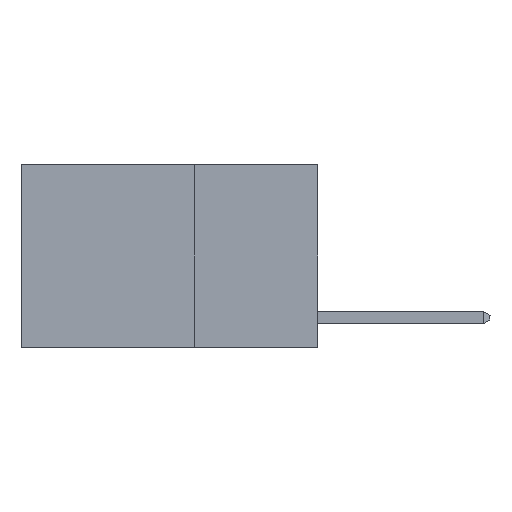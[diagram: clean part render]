
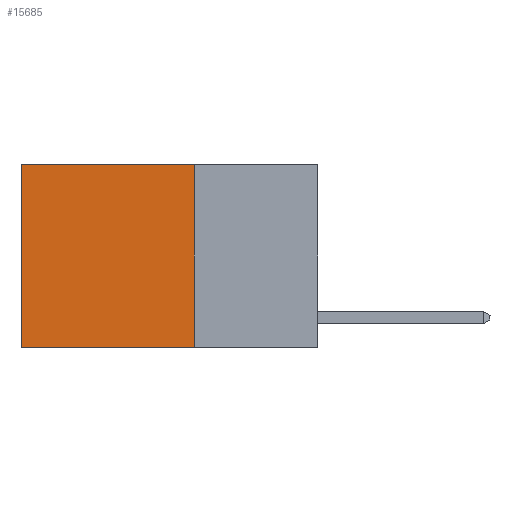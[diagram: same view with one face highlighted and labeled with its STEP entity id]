
A CAD part, left-side view. The second image highlights one B-rep face of the part: STEP entity #15685.
In plain terms, the highlighted planar face has unit normal (-1, 0, 0).
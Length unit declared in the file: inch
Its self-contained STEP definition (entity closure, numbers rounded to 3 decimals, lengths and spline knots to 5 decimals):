
#659 = CARTESIAN_POINT ( 'NONE',  ( 0.2625, 0.6, -0.37 ) ) ;
#1431 = VERTEX_POINT ( 'NONE', #13757 ) ;
#1550 = CARTESIAN_POINT ( 'NONE',  ( 0.2625, 0.25, -0.37 ) ) ;
#2883 = CARTESIAN_POINT ( 'NONE',  ( 0.2625, 0.25, 0. ) ) ;
#3037 = DIRECTION ( 'NONE',  ( 1., 0., 0. ) ) ;
#4875 = ORIENTED_EDGE ( 'NONE', *, *, #6777, .T. ) ;
#5800 = EDGE_LOOP ( 'NONE', ( #8874, #15875, #10555, #4875 ) ) ;
#5974 = DIRECTION ( 'NONE',  ( 0., 0., -1. ) ) ;
#6472 = VECTOR ( 'NONE', #18940, 39.37008 ) ;
#6777 = EDGE_CURVE ( 'NONE', #17509, #18516, #17112, .T. ) ;
#7008 = CARTESIAN_POINT ( 'NONE',  ( 0.2625, 0.25, 0. ) ) ;
#7177 = EDGE_CURVE ( 'NONE', #18516, #7299, #18496, .T. ) ;
#7299 = VERTEX_POINT ( 'NONE', #659 ) ;
#8874 = ORIENTED_EDGE ( 'NONE', *, *, #7177, .T. ) ;
#10555 = ORIENTED_EDGE ( 'NONE', *, *, #13955, .F. ) ;
#10715 = DIRECTION ( 'NONE',  ( 0., 0., -1. ) ) ;
#10770 = AXIS2_PLACEMENT_3D ( 'NONE', #13558, #3037, #5974 ) ;
#11968 = DIRECTION ( 'NONE',  ( 0., 1., 0. ) ) ;
#12196 = LINE ( 'NONE', #1550, #15459 ) ;
#13419 = CARTESIAN_POINT ( 'NONE',  ( 0.2625, 0.6, 0. ) ) ;
#13558 = CARTESIAN_POINT ( 'NONE',  ( 0.2625, 0.25, 0. ) ) ;
#13757 = CARTESIAN_POINT ( 'NONE',  ( 0.2625, 0.25, -0.37 ) ) ;
#13955 = EDGE_CURVE ( 'NONE', #17509, #1431, #18593, .T. ) ;
#14314 = VECTOR ( 'NONE', #11968, 39.37008 ) ;
#14334 = FACE_OUTER_BOUND ( 'NONE', #5800, .T. ) ;
#15459 = VECTOR ( 'NONE', #16688, 39.37008 ) ;
#15685 = ADVANCED_FACE ( 'NONE', ( #14334 ), #16487, .F. ) ;
#15875 = ORIENTED_EDGE ( 'NONE', *, *, #16793, .F. ) ;
#16487 = PLANE ( 'NONE',  #10770 ) ;
#16638 = CARTESIAN_POINT ( 'NONE',  ( 0.2625, 0.6, 0. ) ) ;
#16688 = DIRECTION ( 'NONE',  ( 0., 1., 0. ) ) ;
#16793 = EDGE_CURVE ( 'NONE', #1431, #7299, #12196, .T. ) ;
#17039 = CARTESIAN_POINT ( 'NONE',  ( 0.2625, 0.25, 0. ) ) ;
#17112 = LINE ( 'NONE', #2883, #14314 ) ;
#17509 = VERTEX_POINT ( 'NONE', #17039 ) ;
#17777 = VECTOR ( 'NONE', #10715, 39.37008 ) ;
#18496 = LINE ( 'NONE', #16638, #17777 ) ;
#18516 = VERTEX_POINT ( 'NONE', #13419 ) ;
#18593 = LINE ( 'NONE', #7008, #6472 ) ;
#18940 = DIRECTION ( 'NONE',  ( 0., 0., -1. ) ) ;
